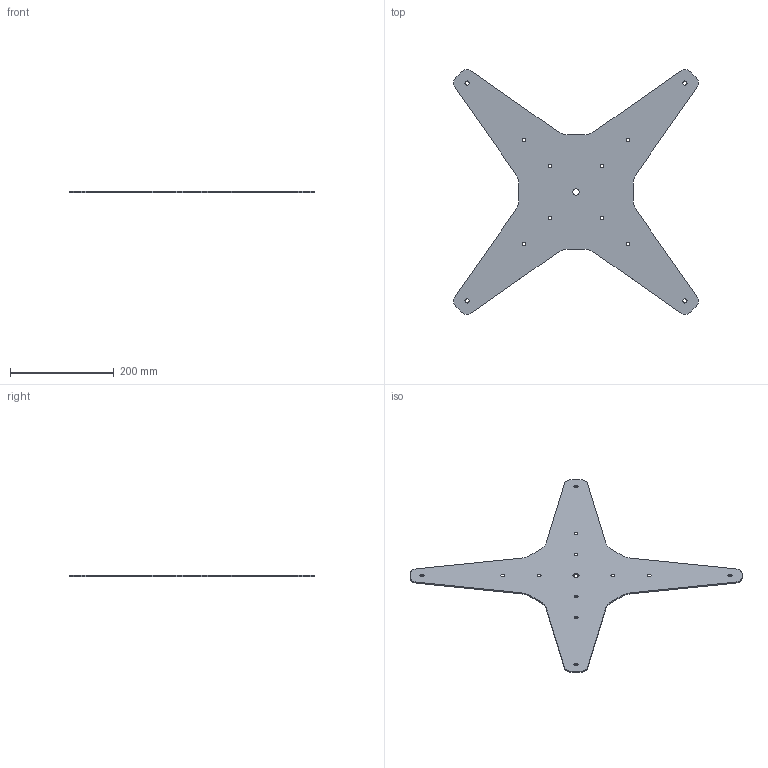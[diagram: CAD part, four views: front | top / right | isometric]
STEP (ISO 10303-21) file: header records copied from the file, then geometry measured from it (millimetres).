
FILE_DESCRIPTION(('CATIA V5 STEP Exchange','CAx-IF Rec.Pracs.--- Model Styling and Organization---1.2---2011-12-15'),'2;1');
FILE_NAME('SL CM VB.stp','2019-02-22T12:02:19+00:00',('none'),('none'),'CATIA Version 5-6 Release 2014 SP4','CATIA V5 STEP AP214','none');
FILE_SCHEMA(('AUTOMOTIVE_DESIGN { 1 0 10303 214 1 1 1 1 }'));
Length unit declared in the file: millimetre
Products named in the file (1): 579455-02
Bounding box: 471.71 x 471.71 x 2.5 mm (x, y, z)
Volume: 261154.8 mm3; surface area: 215345.8 mm2
Topology: 1 solids, 1 shells, 76 faces, 206 edges, 132 vertices
Faces by surface type: cylinder 42, plane 18, cone 16
Entity records: 2330 total; most frequent: ORIENTED_EDGE 412, CARTESIAN_POINT 402, DIRECTION 332, EDGE_CURVE 206, AXIS2_PLACEMENT_3D 164, VERTEX_POINT 132, VECTOR 106, LINE 106
